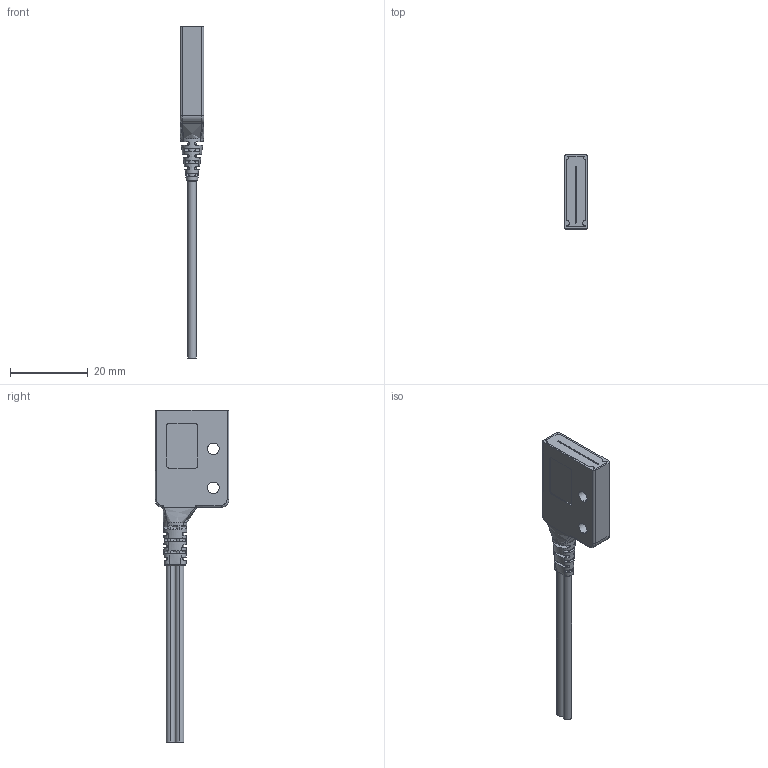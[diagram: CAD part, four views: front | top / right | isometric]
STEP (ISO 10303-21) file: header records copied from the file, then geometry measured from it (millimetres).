
FILE_DESCRIPTION((''),'2;1');
FILE_NAME('178350_ASM','2014-02-14T',('pdmadmin'),(''),'PRO/ENGINEER BY PARAMETRIC TECHNOLOGY CORPORATION, 2013230','PRO/ENGINEER BY PARAMETRIC TECHNOLOGY CORPORATION, 2013230','');
FILE_SCHEMA(('CONFIG_CONTROL_DESIGN'));
Length unit declared in the file: millimetre
Products named in the file (2): 87527; 178350_ASM
Assembly tree (1 placements, depth 2):
  178350_ASM
    87527
Bounding box: 6 x 19 x 85.35 mm (x, y, z)
Surface area: 2501.8 mm2 (no closed solid volume)
Topology: 0 solids, 1 shells, 282 faces, 704 edges, 446 vertices
Faces by surface type: cylinder 153, plane 97, bspline 28, torus 4
Entity records: 11129 total; most frequent: CARTESIAN_POINT 4719, ORIENTED_EDGE 1331, DIRECTION 1210, EDGE_CURVE 704, AXIS2_PLACEMENT_3D 471, VERTEX_POINT 446, EDGE_LOOP 329, FACE_OUTER_BOUND 282
